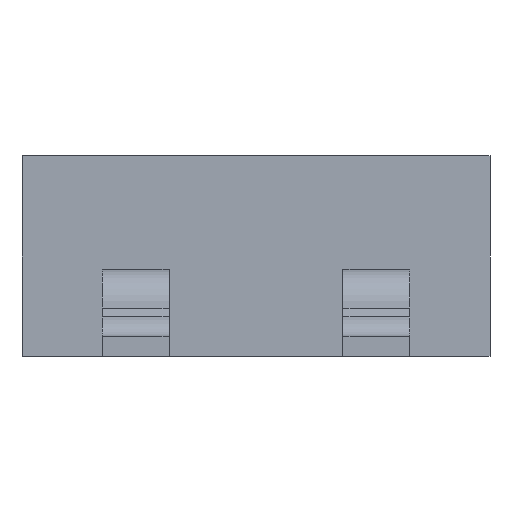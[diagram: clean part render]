
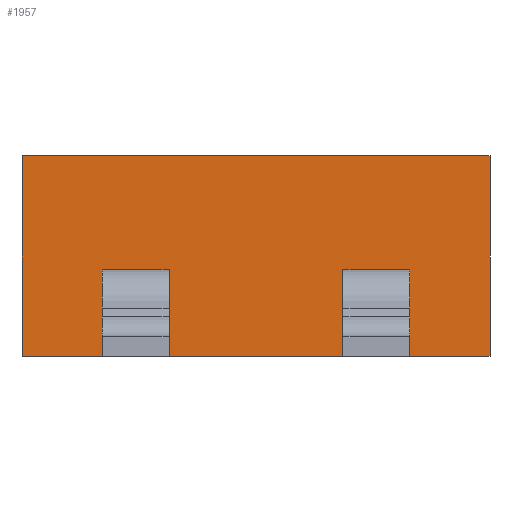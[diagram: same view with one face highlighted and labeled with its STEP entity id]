
A CAD part, left-side view. The second image highlights one B-rep face of the part: STEP entity #1957.
In plain terms, the highlighted planar face has unit normal (-1, 0, 0).
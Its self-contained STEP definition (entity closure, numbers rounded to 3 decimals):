
#14 = VERTEX_POINT ( 'NONE', #1842 ) ;
#16 = ORIENTED_EDGE ( 'NONE', *, *, #811, .T. ) ;
#78 = CARTESIAN_POINT ( 'NONE',  ( -2469.987, 4077.687, -0.85 ) ) ;
#86 = LINE ( 'NONE', #823, #1602 ) ;
#120 = CARTESIAN_POINT ( 'NONE',  ( -2469.987, 4075.287, -1.5 ) ) ;
#128 = EDGE_CURVE ( 'NONE', #865, #145, #172, .T. ) ;
#132 = DIRECTION ( 'NONE',  ( 0., -1., 0. ) ) ;
#142 = ORIENTED_EDGE ( 'NONE', *, *, #128, .T. ) ;
#145 = VERTEX_POINT ( 'NONE', #905 ) ;
#153 = DIRECTION ( 'NONE',  ( 0., 0., 1. ) ) ;
#164 = CARTESIAN_POINT ( 'NONE',  ( -2469.987, 4074.787, -0.85 ) ) ;
#172 = LINE ( 'NONE', #899, #1539 ) ;
#199 = CARTESIAN_POINT ( 'NONE',  ( -2469.987, 4077.687, -1.5 ) ) ;
#201 = VECTOR ( 'NONE', #1807, 1000. ) ;
#212 = CARTESIAN_POINT ( 'NONE',  ( -2469.987, 4077.687, -1.5 ) ) ;
#214 = DIRECTION ( 'NONE',  ( 0., 0., 1. ) ) ;
#264 = VERTEX_POINT ( 'NONE', #1656 ) ;
#267 = VECTOR ( 'NONE', #153, 1000. ) ;
#311 = CARTESIAN_POINT ( 'NONE',  ( -2469.987, 4077.687, -0.85 ) ) ;
#312 = LINE ( 'NONE', #311, #1794 ) ;
#380 = DIRECTION ( 'NONE',  ( -1., 0., 0. ) ) ;
#414 = CARTESIAN_POINT ( 'NONE',  ( -2469.987, 4074.787, -1. ) ) ;
#416 = VECTOR ( 'NONE', #628, 1000. ) ;
#424 = ORIENTED_EDGE ( 'NONE', *, *, #1281, .T. ) ;
#436 = EDGE_LOOP ( 'NONE', ( #929, #1587, #1360, #424 ) ) ;
#447 = VERTEX_POINT ( 'NONE', #1335 ) ;
#484 = CARTESIAN_POINT ( 'NONE',  ( -2469.987, 4077.687, -1.5 ) ) ;
#501 = LINE ( 'NONE', #1782, #1739 ) ;
#520 = LINE ( 'NONE', #1939, #1585 ) ;
#557 = ORIENTED_EDGE ( 'NONE', *, *, #1840, .F. ) ;
#590 = EDGE_CURVE ( 'NONE', #1370, #865, #850, .T. ) ;
#598 = VECTOR ( 'NONE', #214, 1000. ) ;
#628 = DIRECTION ( 'NONE',  ( 0., 0., 1. ) ) ;
#673 = LINE ( 'NONE', #120, #416 ) ;
#685 = PLANE ( 'NONE',  #898 ) ;
#688 = FACE_BOUND ( 'NONE', #991, .T. ) ;
#706 = LINE ( 'NONE', #814, #267 ) ;
#714 = FACE_OUTER_BOUND ( 'NONE', #889, .T. ) ;
#715 = ORIENTED_EDGE ( 'NONE', *, *, #1191, .T. ) ;
#811 = EDGE_CURVE ( 'NONE', #1984, #1134, #501, .T. ) ;
#814 = CARTESIAN_POINT ( 'NONE',  ( -2469.987, 4077.087, -1.5 ) ) ;
#823 = CARTESIAN_POINT ( 'NONE',  ( -2469.987, 4074.187, -1.5 ) ) ;
#836 = ORIENTED_EDGE ( 'NONE', *, *, #2048, .T. ) ;
#850 = LINE ( 'NONE', #78, #1921 ) ;
#854 = CARTESIAN_POINT ( 'NONE',  ( -2469.987, 4074.187, -1.5 ) ) ;
#865 = VERTEX_POINT ( 'NONE', #1630 ) ;
#873 = DIRECTION ( 'NONE',  ( 0., 1., 0. ) ) ;
#876 = CARTESIAN_POINT ( 'NONE',  ( -2469.987, 4077.687, 0. ) ) ;
#885 = VERTEX_POINT ( 'NONE', #164 ) ;
#889 = EDGE_LOOP ( 'NONE', ( #836, #1703, #557, #16 ) ) ;
#898 = AXIS2_PLACEMENT_3D ( 'NONE', #212, #380, #1496 ) ;
#899 = CARTESIAN_POINT ( 'NONE',  ( -2469.987, 4076.587, -1.5 ) ) ;
#905 = CARTESIAN_POINT ( 'NONE',  ( -2469.987, 4076.587, -1. ) ) ;
#929 = ORIENTED_EDGE ( 'NONE', *, *, #1764, .T. ) ;
#969 = DIRECTION ( 'NONE',  ( 0., 1., 0. ) ) ;
#973 = DIRECTION ( 'NONE',  ( 0., 0., 1. ) ) ;
#977 = DIRECTION ( 'NONE',  ( 0., 1., 0. ) ) ;
#979 = EDGE_CURVE ( 'NONE', #885, #1387, #1039, .T. ) ;
#991 = EDGE_LOOP ( 'NONE', ( #2008, #142, #1755, #715 ) ) ;
#1008 = CARTESIAN_POINT ( 'NONE',  ( -2469.987, 4077.687, -1. ) ) ;
#1039 = LINE ( 'NONE', #1756, #2043 ) ;
#1043 = DIRECTION ( 'NONE',  ( 0., 0., -1. ) ) ;
#1045 = CARTESIAN_POINT ( 'NONE',  ( -2469.987, 4077.087, -0.85 ) ) ;
#1111 = DIRECTION ( 'NONE',  ( 0., 0., -1. ) ) ;
#1134 = VERTEX_POINT ( 'NONE', #1431 ) ;
#1191 = EDGE_CURVE ( 'NONE', #2061, #1370, #706, .T. ) ;
#1214 = EDGE_CURVE ( 'NONE', #145, #2061, #520, .T. ) ;
#1281 = EDGE_CURVE ( 'NONE', #1387, #264, #1833, .T. ) ;
#1335 = CARTESIAN_POINT ( 'NONE',  ( -2469.987, 4075.287, -0.85 ) ) ;
#1360 = ORIENTED_EDGE ( 'NONE', *, *, #979, .T. ) ;
#1370 = VERTEX_POINT ( 'NONE', #1045 ) ;
#1387 = VERTEX_POINT ( 'NONE', #414 ) ;
#1413 = VECTOR ( 'NONE', #873, 1000. ) ;
#1431 = CARTESIAN_POINT ( 'NONE',  ( -2469.987, 4074.187, 0. ) ) ;
#1496 = DIRECTION ( 'NONE',  ( 0., 0., 1. ) ) ;
#1499 = LINE ( 'NONE', #876, #201 ) ;
#1520 = FACE_BOUND ( 'NONE', #436, .T. ) ;
#1539 = VECTOR ( 'NONE', #1043, 1000. ) ;
#1585 = VECTOR ( 'NONE', #969, 1000. ) ;
#1587 = ORIENTED_EDGE ( 'NONE', *, *, #1730, .T. ) ;
#1602 = VECTOR ( 'NONE', #977, 1000. ) ;
#1630 = CARTESIAN_POINT ( 'NONE',  ( -2469.987, 4076.587, -0.85 ) ) ;
#1648 = EDGE_CURVE ( 'NONE', #2020, #14, #1717, .T. ) ;
#1656 = CARTESIAN_POINT ( 'NONE',  ( -2469.987, 4075.287, -1. ) ) ;
#1659 = CARTESIAN_POINT ( 'NONE',  ( -2469.987, 4077.087, -1. ) ) ;
#1703 = ORIENTED_EDGE ( 'NONE', *, *, #1648, .F. ) ;
#1717 = LINE ( 'NONE', #484, #598 ) ;
#1730 = EDGE_CURVE ( 'NONE', #447, #885, #312, .T. ) ;
#1739 = VECTOR ( 'NONE', #973, 1000. ) ;
#1755 = ORIENTED_EDGE ( 'NONE', *, *, #1214, .T. ) ;
#1756 = CARTESIAN_POINT ( 'NONE',  ( -2469.987, 4074.787, -1.5 ) ) ;
#1764 = EDGE_CURVE ( 'NONE', #264, #447, #673, .T. ) ;
#1782 = CARTESIAN_POINT ( 'NONE',  ( -2469.987, 4074.187, -1.5 ) ) ;
#1794 = VECTOR ( 'NONE', #132, 1000. ) ;
#1807 = DIRECTION ( 'NONE',  ( 0., 1., 0. ) ) ;
#1833 = LINE ( 'NONE', #1008, #1413 ) ;
#1840 = EDGE_CURVE ( 'NONE', #1984, #2020, #86, .T. ) ;
#1842 = CARTESIAN_POINT ( 'NONE',  ( -2469.987, 4077.687, 0. ) ) ;
#1852 = DIRECTION ( 'NONE',  ( 0., -1., 0. ) ) ;
#1921 = VECTOR ( 'NONE', #1852, 1000. ) ;
#1939 = CARTESIAN_POINT ( 'NONE',  ( -2469.987, 4077.687, -1. ) ) ;
#1957 = ADVANCED_FACE ( 'NONE', ( #1520, #688, #714 ), #685, .T. ) ;
#1984 = VERTEX_POINT ( 'NONE', #854 ) ;
#2008 = ORIENTED_EDGE ( 'NONE', *, *, #590, .T. ) ;
#2020 = VERTEX_POINT ( 'NONE', #199 ) ;
#2043 = VECTOR ( 'NONE', #1111, 1000. ) ;
#2048 = EDGE_CURVE ( 'NONE', #1134, #14, #1499, .T. ) ;
#2061 = VERTEX_POINT ( 'NONE', #1659 ) ;
